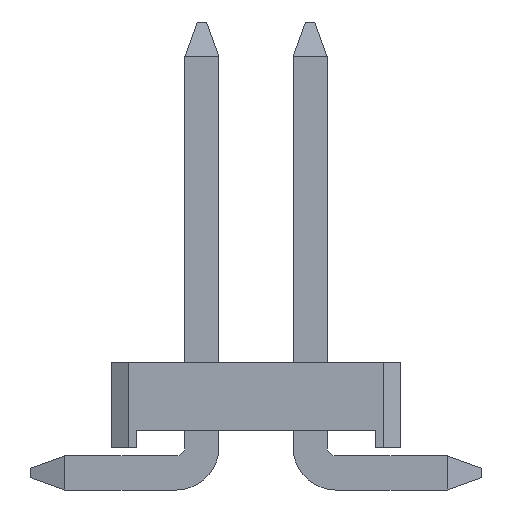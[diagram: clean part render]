
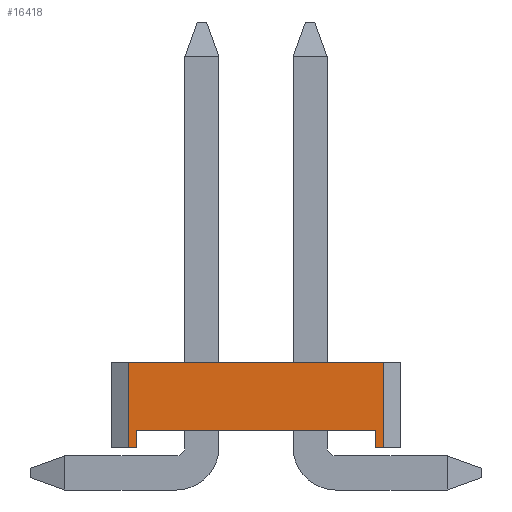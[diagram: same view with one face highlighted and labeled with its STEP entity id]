
A CAD part, left-side view. The second image highlights one B-rep face of the part: STEP entity #16418.
In plain terms, the highlighted planar face has unit normal (-1, 0, 0).
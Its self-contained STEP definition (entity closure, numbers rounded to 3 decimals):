
#31 = VECTOR ( 'NONE', #17669, 1000. ) ;
#481 = VERTEX_POINT ( 'NONE', #8096 ) ;
#636 = DIRECTION ( 'NONE',  ( 0., 0., -1. ) ) ;
#821 = CARTESIAN_POINT ( 'NONE',  ( -1.905, 1.5, 1. ) ) ;
#952 = EDGE_CURVE ( 'NONE', #15056, #10570, #11143, .T. ) ;
#1081 = VERTEX_POINT ( 'NONE', #15788 ) ;
#1269 = VECTOR ( 'NONE', #7177, 1000. ) ;
#1374 = FACE_OUTER_BOUND ( 'NONE', #15934, .T. ) ;
#1625 = CARTESIAN_POINT ( 'NONE',  ( -1.905, -1.5, 1. ) ) ;
#1681 = VECTOR ( 'NONE', #6531, 1000. ) ;
#1827 = VECTOR ( 'NONE', #636, 1000. ) ;
#2186 = LINE ( 'NONE', #14543, #1681 ) ;
#2730 = CARTESIAN_POINT ( 'NONE',  ( -1.905, -1.5, 1. ) ) ;
#2743 = CARTESIAN_POINT ( 'NONE',  ( -1.905, 1.7, 0.2 ) ) ;
#3059 = CARTESIAN_POINT ( 'NONE',  ( -1.905, 1.7, 0. ) ) ;
#3377 = CARTESIAN_POINT ( 'NONE',  ( -1.905, -1.4, 0. ) ) ;
#3793 = LINE ( 'NONE', #14886, #31 ) ;
#3988 = AXIS2_PLACEMENT_3D ( 'NONE', #14914, #13658, #17525 ) ;
#4373 = CARTESIAN_POINT ( 'NONE',  ( -1.905, 1.7, 0. ) ) ;
#5244 = VERTEX_POINT ( 'NONE', #15006 ) ;
#5799 = ORIENTED_EDGE ( 'NONE', *, *, #16801, .T. ) ;
#6068 = DIRECTION ( 'NONE',  ( 0., 0., 1. ) ) ;
#6485 = ORIENTED_EDGE ( 'NONE', *, *, #11552, .T. ) ;
#6531 = DIRECTION ( 'NONE',  ( 0., 0., -1. ) ) ;
#6774 = ORIENTED_EDGE ( 'NONE', *, *, #7981, .T. ) ;
#6990 = CARTESIAN_POINT ( 'NONE',  ( -1.905, 1.7, 1. ) ) ;
#7177 = DIRECTION ( 'NONE',  ( 0., -1., 0. ) ) ;
#7778 = ORIENTED_EDGE ( 'NONE', *, *, #17766, .F. ) ;
#7981 = EDGE_CURVE ( 'NONE', #1081, #10570, #9704, .T. ) ;
#8084 = ORIENTED_EDGE ( 'NONE', *, *, #11079, .T. ) ;
#8096 = CARTESIAN_POINT ( 'NONE',  ( -1.905, -1.4, 0.2 ) ) ;
#8182 = VECTOR ( 'NONE', #13561, 1000. ) ;
#8186 = PLANE ( 'NONE',  #3988 ) ;
#8747 = CARTESIAN_POINT ( 'NONE',  ( -1.905, 1.5, 1. ) ) ;
#9704 = LINE ( 'NONE', #1625, #17126 ) ;
#10220 = EDGE_CURVE ( 'NONE', #15589, #10373, #15393, .T. ) ;
#10373 = VERTEX_POINT ( 'NONE', #14195 ) ;
#10570 = VERTEX_POINT ( 'NONE', #2730 ) ;
#10701 = LINE ( 'NONE', #2743, #16647 ) ;
#11058 = LINE ( 'NONE', #4373, #8182 ) ;
#11063 = VECTOR ( 'NONE', #14048, 1000. ) ;
#11079 = EDGE_CURVE ( 'NONE', #17398, #1081, #11058, .T. ) ;
#11143 = LINE ( 'NONE', #6990, #1269 ) ;
#11254 = ORIENTED_EDGE ( 'NONE', *, *, #952, .F. ) ;
#11552 = EDGE_CURVE ( 'NONE', #15056, #15589, #13268, .T. ) ;
#13268 = LINE ( 'NONE', #821, #1827 ) ;
#13561 = DIRECTION ( 'NONE',  ( 0., -1., 0. ) ) ;
#13658 = DIRECTION ( 'NONE',  ( 1., 0., 0. ) ) ;
#14048 = DIRECTION ( 'NONE',  ( 0., -1., 0. ) ) ;
#14195 = CARTESIAN_POINT ( 'NONE',  ( -1.905, 1.4, 0. ) ) ;
#14543 = CARTESIAN_POINT ( 'NONE',  ( -1.905, -1.4, 1. ) ) ;
#14886 = CARTESIAN_POINT ( 'NONE',  ( -1.905, 1.4, 1. ) ) ;
#14914 = CARTESIAN_POINT ( 'NONE',  ( -1.905, 1.7, 1. ) ) ;
#15006 = CARTESIAN_POINT ( 'NONE',  ( -1.905, 1.4, 0.2 ) ) ;
#15056 = VERTEX_POINT ( 'NONE', #8747 ) ;
#15393 = LINE ( 'NONE', #3059, #11063 ) ;
#15589 = VERTEX_POINT ( 'NONE', #16668 ) ;
#15788 = CARTESIAN_POINT ( 'NONE',  ( -1.905, -1.5, 0. ) ) ;
#15934 = EDGE_LOOP ( 'NONE', ( #7778, #17542, #5799, #8084, #6774, #11254, #6485, #16199 ) ) ;
#16199 = ORIENTED_EDGE ( 'NONE', *, *, #10220, .T. ) ;
#16417 = DIRECTION ( 'NONE',  ( 0., 1., 0. ) ) ;
#16418 = ADVANCED_FACE ( 'NONE', ( #1374 ), #8186, .F. ) ;
#16482 = EDGE_CURVE ( 'NONE', #481, #5244, #10701, .T. ) ;
#16647 = VECTOR ( 'NONE', #16417, 1000. ) ;
#16668 = CARTESIAN_POINT ( 'NONE',  ( -1.905, 1.5, 0. ) ) ;
#16801 = EDGE_CURVE ( 'NONE', #481, #17398, #2186, .T. ) ;
#17126 = VECTOR ( 'NONE', #6068, 1000. ) ;
#17398 = VERTEX_POINT ( 'NONE', #3377 ) ;
#17525 = DIRECTION ( 'NONE',  ( 0., 1., 0. ) ) ;
#17542 = ORIENTED_EDGE ( 'NONE', *, *, #16482, .F. ) ;
#17669 = DIRECTION ( 'NONE',  ( 0., 0., -1. ) ) ;
#17766 = EDGE_CURVE ( 'NONE', #5244, #10373, #3793, .T. ) ;
